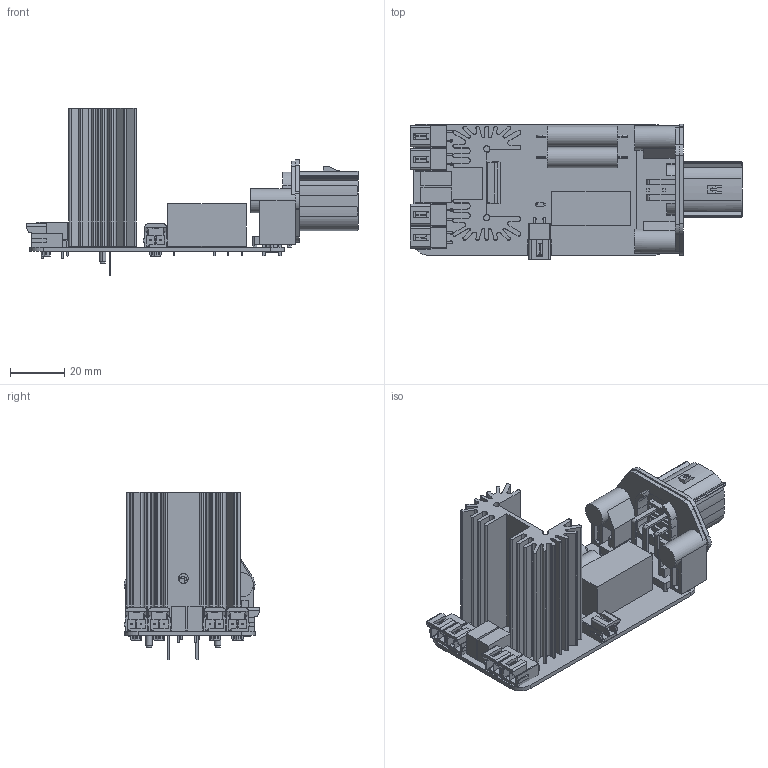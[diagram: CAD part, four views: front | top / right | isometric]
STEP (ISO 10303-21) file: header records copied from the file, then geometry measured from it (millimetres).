
FILE_DESCRIPTION(('FreeCAD Model'),'2;1');
FILE_NAME('discharge_circuit1.step','2018-02-22T21:43:15',('kicad StepUp'), ('ksu MCAD'),'Open CASCADE STEP processor 6.8','FreeCAD','Unknown');
FILE_SCHEMA(('AUTOMOTIVE_DESIGN_CC2 { 1 2 10303 214 -1 1 5 4 }'));
Length unit declared in the file: millimetre
Products named in the file (15): Pcb; 194270032_; Part_1_; SOD-123_; Part_1_001; Part_1_002; part_sp_; part_sp_001; TIP_144_sp_; RA-T2X-51E_sp001_sp003_; 1723101302_; 1723101302_001; 1723101302_002; 1723101302_003; 1723101302_004
Bounding box: 122.54 x 50.19 x 61.66 mm (x, y, z)
Volume: 51008.6 mm3; surface area: 48643.8 mm2
Topology: 19 solids, 19 shells, 2021 faces, 5509 edges, 3595 vertices
Faces by surface type: plane 1315, cylinder 605, bspline 35, sphere 26, torus 24, cone 16
Full cylindrical faces by diameter (mm): 0.6 x4, 0.8 x6, 1.02 x10, 1.1 x4, 1.3 x8, 1.52 x4, 1.6 x5, 2.4 x2, 3.5 x1, 4.78 x2, 6.557 x1, 7.493 x2
Entity records: 66813 total; most frequent: CARTESIAN_POINT 12142, ORIENTED_EDGE 10994, DIRECTION 10584, EDGE_CURVE 5497, LINE 4034, VECTOR 4034, VERTEX_POINT 3595, AXIS2_PLACEMENT_3D 3275
